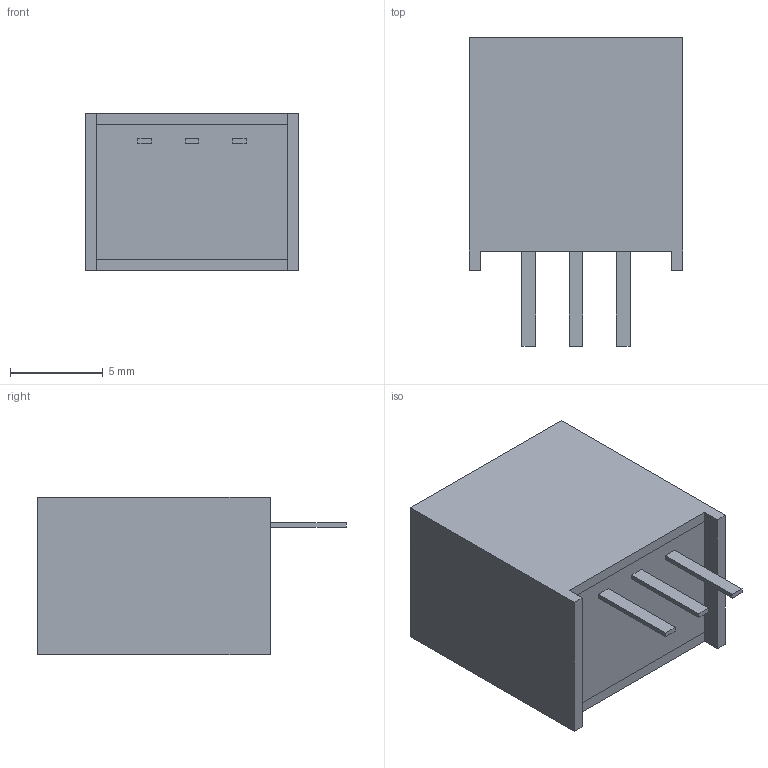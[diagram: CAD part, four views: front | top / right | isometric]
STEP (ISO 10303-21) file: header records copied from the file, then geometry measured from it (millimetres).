
FILE_DESCRIPTION (( 'STEP AP214' ), '1' );
FILE_NAME ('R78HE5.0-3.0_3D_20191007.STEP', '2019-10-07T14:24:01', ( '' ), ( '' ), 'SwSTEP 2.0', 'SolidWorks 2019', '' );
FILE_SCHEMA (( 'AUTOMOTIVE_DESIGN' ));
Length unit declared in the file: millimetre
Products named in the file (1): R78HE5.0-3.0_3D_20191007
Bounding box: 11.5 x 16.6 x 8.5 mm (x, y, z)
Volume: 462.5 mm3; surface area: 1297.3 mm2
Topology: 5 solids, 5 shells, 156 faces, 405 edges, 270 vertices
Faces by surface type: plane 136, cylinder 20
Entity records: 4779 total; most frequent: CARTESIAN_POINT 832, ORIENTED_EDGE 810, DIRECTION 759, EDGE_CURVE 405, LINE 365, VECTOR 365, VERTEX_POINT 270, AXIS2_PLACEMENT_3D 197
